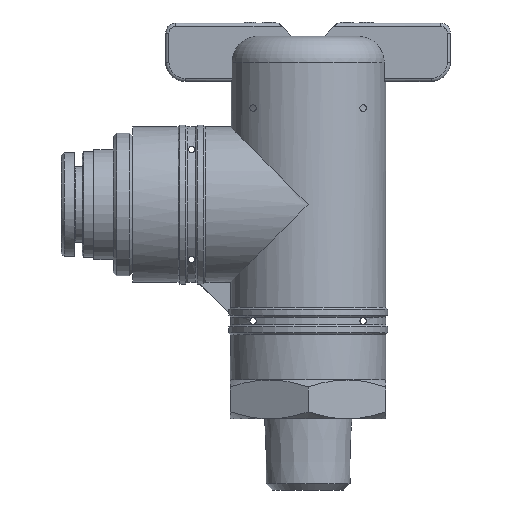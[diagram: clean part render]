
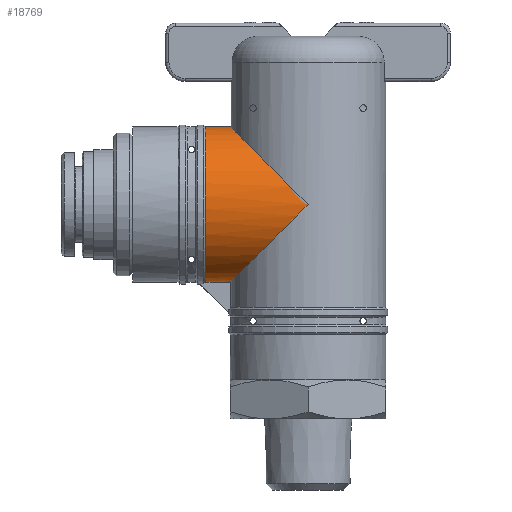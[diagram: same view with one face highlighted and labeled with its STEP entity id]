
A CAD part, left-side view. The second image highlights one B-rep face of the part: STEP entity #18769.
In plain terms, the highlighted cylindrical face has radius 12 mm (diameter 24 mm), a full revolution.
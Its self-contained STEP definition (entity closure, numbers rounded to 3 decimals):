
#126=CIRCLE('',#18842,12.);
#180=CIRCLE('',#18936,12.);
#183=CIRCLE('',#18945,12.);
#872=ELLIPSE('',#18787,16.971,12.);
#873=ELLIPSE('',#18788,16.971,12.);
#874=ELLIPSE('',#18789,16.971,12.);
#8128=ORIENTED_EDGE('',*,*,#8174,.T.);
#8129=ORIENTED_EDGE('',*,*,#8173,.T.);
#8130=ORIENTED_EDGE('',*,*,#8175,.T.);
#8131=ORIENTED_EDGE('',*,*,#8249,.T.);
#8132=ORIENTED_EDGE('',*,*,#8386,.T.);
#8133=ORIENTED_EDGE('',*,*,#8370,.T.);
#8173=EDGE_CURVE('',#10120,#10119,#872,.T.);
#8174=EDGE_CURVE('',#10121,#10120,#873,.T.);
#8175=EDGE_CURVE('',#10119,#10121,#874,.T.);
#8249=EDGE_CURVE('',#10172,#10171,#126,.T.);
#8370=EDGE_CURVE('',#10258,#10172,#180,.T.);
#8386=EDGE_CURVE('',#10171,#10258,#183,.T.);
#10119=VERTEX_POINT('',#23179);
#10120=VERTEX_POINT('',#23182);
#10121=VERTEX_POINT('',#23184);
#10171=VERTEX_POINT('',#23376);
#10172=VERTEX_POINT('',#23383);
#10258=VERTEX_POINT('',#23682);
#12214=EDGE_LOOP('',(#8128,#8129,#8130));
#12215=EDGE_LOOP('',(#8131,#8132,#8133));
#13003=FACE_BOUND('',#12214,.T.);
#13004=FACE_BOUND('',#12215,.T.);
#13085=CYLINDRICAL_SURFACE('',#19650,12.);
#18769=ADVANCED_FACE('',(#13003,#13004),#13085,.T.);
#18787=AXIS2_PLACEMENT_3D('',#23181,#19674,#19675);
#18788=AXIS2_PLACEMENT_3D('',#23183,#19676,#19677);
#18789=AXIS2_PLACEMENT_3D('',#23185,#19678,#19679);
#18842=AXIS2_PLACEMENT_3D('',#23386,#19808,#19809);
#18936=AXIS2_PLACEMENT_3D('',#23681,#20057,#20058);
#18945=AXIS2_PLACEMENT_3D('',#23718,#20084,#20085);
#19650=AXIS2_PLACEMENT_3D('',#27770,#23094,#23095);
#19674=DIRECTION('',(0.,0.707,0.707));
#19675=DIRECTION('',(0.,-0.707,0.707));
#19676=DIRECTION('',(0.,0.707,-0.707));
#19677=DIRECTION('',(0.,0.707,0.707));
#19678=DIRECTION('',(0.,0.707,0.707));
#19679=DIRECTION('',(0.,-0.707,0.707));
#19808=DIRECTION('',(0.,-1.,0.));
#19809=DIRECTION('',(1.,0.,0.));
#20057=DIRECTION('',(0.,-1.,0.));
#20058=DIRECTION('',(1.,0.,0.));
#20084=DIRECTION('',(0.,-1.,0.));
#20085=DIRECTION('',(1.,0.,0.));
#23094=DIRECTION('',(0.,1.,0.));
#23095=DIRECTION('',(1.,0.,0.));
#23179=CARTESIAN_POINT('',(155.882,12.,-40.255));
#23181=CARTESIAN_POINT('',(155.882,0.,-28.255));
#23182=CARTESIAN_POINT('',(167.882,0.,-28.255));
#23183=CARTESIAN_POINT('',(155.882,0.,-28.255));
#23184=CARTESIAN_POINT('',(143.882,0.,-28.255));
#23185=CARTESIAN_POINT('',(155.882,0.,-28.255));
#23376=CARTESIAN_POINT('',(163.82,15.9,-19.255));
#23383=CARTESIAN_POINT('',(163.82,15.9,-37.255));
#23386=CARTESIAN_POINT('',(155.882,15.9,-28.255));
#23681=CARTESIAN_POINT('',(155.882,15.9,-28.255));
#23682=CARTESIAN_POINT('',(155.882,15.9,-40.255));
#23718=CARTESIAN_POINT('',(155.882,15.9,-28.255));
#27770=CARTESIAN_POINT('',(155.882,0.,-28.255));
